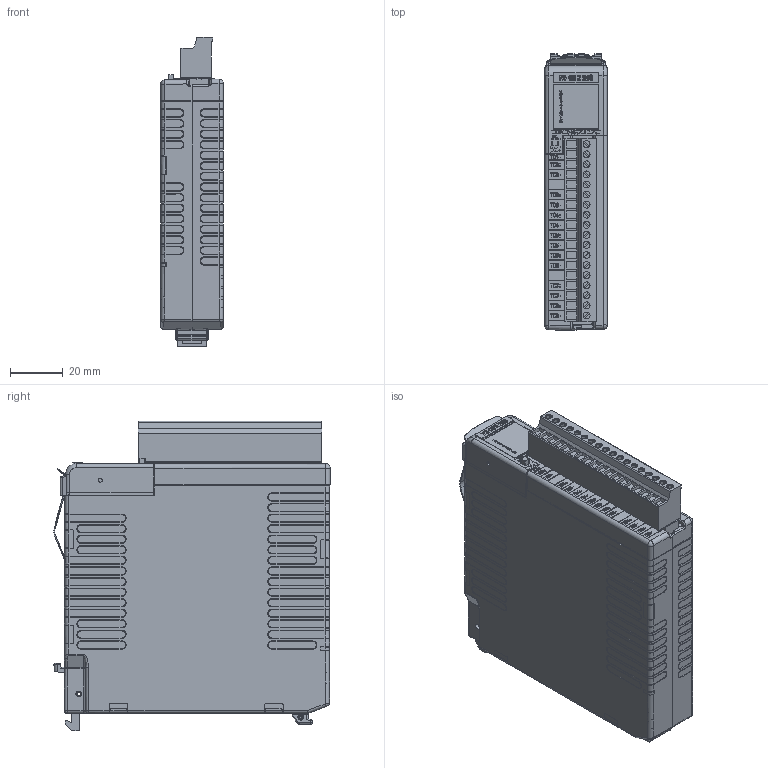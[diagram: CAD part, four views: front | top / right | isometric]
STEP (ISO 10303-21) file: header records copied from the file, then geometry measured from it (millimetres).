
FILE_DESCRIPTION (( 'STEP AP214' ), '1' );
FILE_NAME ('P2-08THMS.STEP', '2025-09-30T22:51:44', ( '' ), ( '' ), 'SwSTEP 2.0', 'SolidWorks 2024', '' );
FILE_SCHEMA (( 'AUTOMOTIVE_DESIGN' ));
Length unit declared in the file: inch
Products named in the file (1): P2-08THMS
Bounding box: 23.61 x 104.53 x 116.94 mm (x, y, z)
Volume: 215582.9 mm3; surface area: 52277.2 mm2
Topology: 11 solids, 15 shells, 5333 faces, 14584 edges, 9551 vertices
Faces by surface type: plane 2985, cylinder 1143, bspline 1000, torus 92, cone 80, sphere 33
Entity records: 214747 total; most frequent: CARTESIAN_POINT 86879, ORIENTED_EDGE 29120, DIRECTION 22567, EDGE_CURVE 14560, VERTEX_POINT 9551, VECTOR 9373, LINE 9373, AXIS2_PLACEMENT_3D 6597
